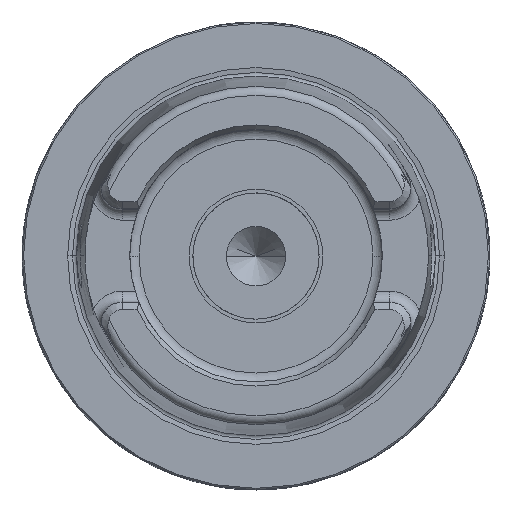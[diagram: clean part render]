
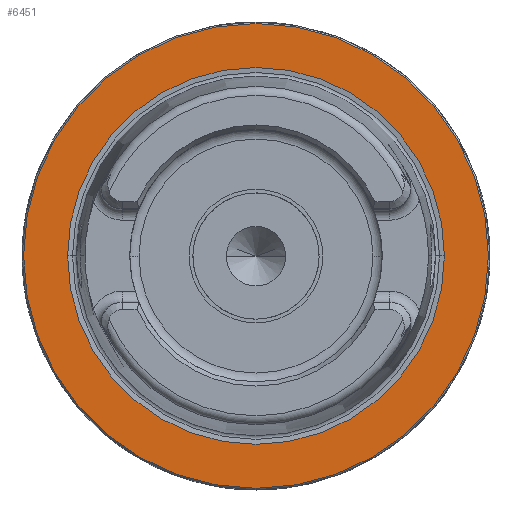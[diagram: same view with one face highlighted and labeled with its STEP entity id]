
A CAD part, top view. The second image highlights one B-rep face of the part: STEP entity #6451.
In plain terms, the highlighted planar face has unit normal (0, 0, 1).
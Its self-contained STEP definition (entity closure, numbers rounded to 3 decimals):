
#2065=CARTESIAN_POINT('',(0.,0.,0.));
#2066=DIRECTION('',(0.,0.,1.));
#2067=DIRECTION('',(1.,0.,0.));
#2068=AXIS2_PLACEMENT_3D('',#2065,#2066,#2067);
#2081=CARTESIAN_POINT('',(0.,0.,0.));
#2082=DIRECTION('',(0.,0.,-1.));
#2083=DIRECTION('',(1.,0.,0.));
#2084=AXIS2_PLACEMENT_3D('',#2081,#2082,#2083);
#2103=CARTESIAN_POINT('',(0.,0.,0.));
#2104=DIRECTION('',(0.,0.,1.));
#2105=DIRECTION('',(1.,0.,0.));
#2106=AXIS2_PLACEMENT_3D('',#2103,#2104,#2105);
#4682=CARTESIAN_POINT('',(0.,0.,0.));
#4683=DIRECTION('',(0.,0.,-1.));
#4684=DIRECTION('',(1.,0.,0.));
#4685=AXIS2_PLACEMENT_3D('',#4682,#4683,#4684);
#4728=CARTESIAN_POINT('',(25.374,0.,0.));
#4730=VERTEX_POINT('',#4728);
#4740=CARTESIAN_POINT('',(-25.374,0.,0.));
#4742=VERTEX_POINT('',#4740);
#4752=CARTESIAN_POINT('',(31.3,0.,0.));
#4753=CARTESIAN_POINT('',(-31.3,0.,0.));
#4754=VERTEX_POINT('',#4752);
#4755=VERTEX_POINT('',#4753);
#6435=CARTESIAN_POINT('',(0.,0.,0.));
#6436=DIRECTION('',(0.,0.,-1.));
#6437=DIRECTION('',(-1.,0.,0.));
#6438=AXIS2_PLACEMENT_3D('',#6435,#6436,#6437);
#6439=PLANE('',#6438);
#6440=ORIENTED_EDGE('',*,*,#6425,.F.);
#6442=ORIENTED_EDGE('',*,*,#6441,.T.);
#6443=EDGE_LOOP('',(#6440,#6442));
#6444=FACE_OUTER_BOUND('',#6443,.F.);
#6446=ORIENTED_EDGE('',*,*,#6445,.F.);
#6448=ORIENTED_EDGE('',*,*,#6447,.T.);
#6449=EDGE_LOOP('',(#6446,#6448));
#6450=FACE_BOUND('',#6449,.F.);
#2069=CIRCLE('',#2068,31.3);
#2085=CIRCLE('',#2084,25.374);
#2107=CIRCLE('',#2106,25.374);
#4686=CIRCLE('',#4685,31.3);
#6425=EDGE_CURVE('',#4754,#4755,#2069,.T.);
#6441=EDGE_CURVE('',#4754,#4755,#4686,.T.);
#6445=EDGE_CURVE('',#4730,#4742,#2085,.T.);
#6447=EDGE_CURVE('',#4730,#4742,#2107,.T.);
#6451=ADVANCED_FACE('',(#6444,#6450),#6439,.F.);
